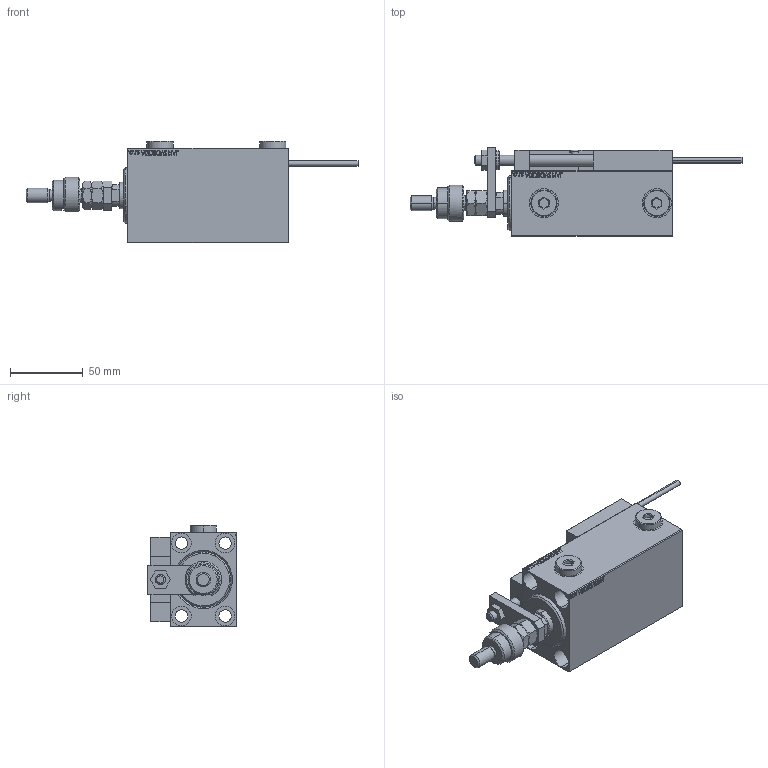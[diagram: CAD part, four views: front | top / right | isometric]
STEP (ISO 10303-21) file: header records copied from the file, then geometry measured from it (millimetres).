
FILE_DESCRIPTION (( 'STEP AP203' ), '1' );
FILE_NAME ('2e38.STEP', '2024-02-13T06:17:17', ( '' ), ( '' ), 'SwSTEP 2.0', 'SolidWorks 2019', '' );
FILE_SCHEMA (( 'CONFIG_CONTROL_DESIGN' ));
Length unit declared in the file: millimetre
Products named in the file (19): V450CM_VC_B c94ab5e37ad3aec6f5af000e0c5d43a2; ALLEN BOLT D8 c94ab5e37ad3aec6f5af000e0c5d43a2; Block c94ab5e37ad3aec6f5af000e0c5d43a2; ALLEN BOLT D5 c94ab5e37ad3aec6f5af000e0c5d43a2; 2e38; X_Y_DFA c94ab5e37ad3aec6f5af000e0c5d43a2; TYC_L79 c94ab5e37ad3aec6f5af000e0c5d43a2; MFA c94ab5e37ad3aec6f5af000e0c5d43a2; MAGNET c94ab5e37ad3aec6f5af000e0c5d43a2; V450CM_C_VCP c94ab5e37ad3aec6f5af000e0c5d43a2; SWITCH DIM B,W c94ab5e37ad3aec6f5af000e0c5d43a2; SWITCH X c94ab5e37ad3aec6f5af000e0c5d43a2; V450CM_C_Body c94ab5e37ad3aec6f5af000e0c5d43a2; NUT_D12 c94ab5e37ad3aec6f5af000e0c5d43a2; Zatka_OIL_PORT c94ab5e37ad3aec6f5af000e0c5d43a2; FEMALE_PART_FOR_DFA c94ab5e37ad3aec6f5af000e0c5d43a2; ZARAZKA c94ab5e37ad3aec6f5af000e0c5d43a2; KONCOVKA c94ab5e37ad3aec6f5af000e0c5d43a2; SWITCH_X_FRONT_BACK c94ab5e37ad3aec6f5af000e0c5d43a2
Assembly tree (29 placements, depth 3):
  2e38
    V450CM_C_Body c94ab5e37ad3aec6f5af000e0c5d43a2
    SWITCH X c94ab5e37ad3aec6f5af000e0c5d43a2
      SWITCH_X_FRONT_BACK c94ab5e37ad3aec6f5af000e0c5d43a2  x2
      TYC_L79 c94ab5e37ad3aec6f5af000e0c5d43a2
      Block c94ab5e37ad3aec6f5af000e0c5d43a2  x2
      ALLEN BOLT D5 c94ab5e37ad3aec6f5af000e0c5d43a2  x4
      ALLEN BOLT D8 c94ab5e37ad3aec6f5af000e0c5d43a2  x4
      MAGNET c94ab5e37ad3aec6f5af000e0c5d43a2  x2
      KONCOVKA c94ab5e37ad3aec6f5af000e0c5d43a2  x2
    NUT_D12 c94ab5e37ad3aec6f5af000e0c5d43a2
    SWITCH DIM B,W c94ab5e37ad3aec6f5af000e0c5d43a2
    ZARAZKA c94ab5e37ad3aec6f5af000e0c5d43a2
    V450CM_C_VCP c94ab5e37ad3aec6f5af000e0c5d43a2
    V450CM_VC_B c94ab5e37ad3aec6f5af000e0c5d43a2
    X_Y_DFA c94ab5e37ad3aec6f5af000e0c5d43a2
      FEMALE_PART_FOR_DFA c94ab5e37ad3aec6f5af000e0c5d43a2
      MFA c94ab5e37ad3aec6f5af000e0c5d43a2
    Zatka_OIL_PORT c94ab5e37ad3aec6f5af000e0c5d43a2  x2
Bounding box: 228 x 60.5 x 69.9 mm (x, y, z)
Volume: 333885.2 mm3; surface area: 96954.7 mm2
Topology: 27 solids, 27 shells, 1421 faces, 3370 edges, 2139 vertices
Faces by surface type: plane 622, bspline 380, cylinder 217, cone 150, torus 48, sphere 4
Entity records: 54309 total; most frequent: CARTESIAN_POINT 27004, ORIENTED_EDGE 5680, DIRECTION 4010, EDGE_CURVE 2840, VERTEX_POINT 1839, VECTOR 1592, LINE 1592, EDGE_LOOP 1323
